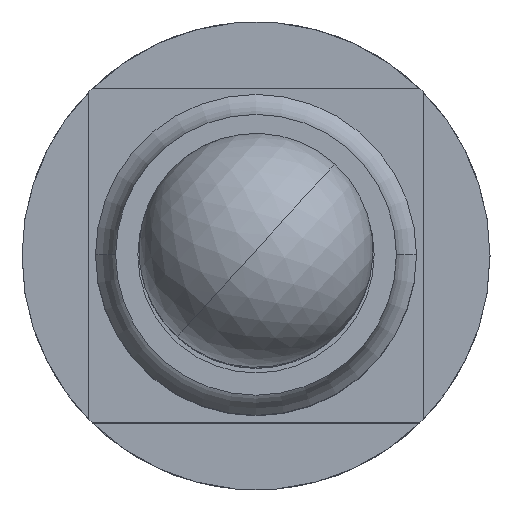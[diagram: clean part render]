
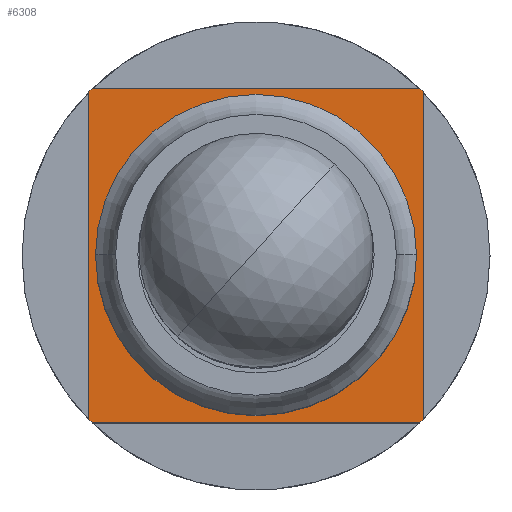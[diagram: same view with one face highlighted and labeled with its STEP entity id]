
A CAD part, top view. The second image highlights one B-rep face of the part: STEP entity #6308.
In plain terms, the highlighted planar face has unit normal (0, 0, 1).
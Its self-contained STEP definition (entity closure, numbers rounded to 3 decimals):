
#106 = ORIENTED_EDGE ( 'NONE', *, *, #5471, .T. ) ;
#148 = CARTESIAN_POINT ( 'NONE',  ( -0.5, 0.49, -1. ) ) ;
#174 = CIRCLE ( 'NONE', #12087, 0.7 ) ;
#176 = CARTESIAN_POINT ( 'NONE',  ( 0., -0.48, -1. ) ) ;
#296 = LINE ( 'NONE', #3300, #636 ) ;
#298 = CARTESIAN_POINT ( 'NONE',  ( 0.49, -0.5, -1. ) ) ;
#492 = AXIS2_PLACEMENT_3D ( 'NONE', #3564, #4424, #7075 ) ;
#493 = VERTEX_POINT ( 'NONE', #8251 ) ;
#636 = VECTOR ( 'NONE', #9615, 1000. ) ;
#695 = VERTEX_POINT ( 'NONE', #5167 ) ;
#718 = ORIENTED_EDGE ( 'NONE', *, *, #11573, .T. ) ;
#841 = LINE ( 'NONE', #4309, #4007 ) ;
#1003 = DIRECTION ( 'NONE',  ( 0., 0., 1. ) ) ;
#1626 = CIRCLE ( 'NONE', #6126, 0.48 ) ;
#1854 = EDGE_LOOP ( 'NONE', ( #11571, #718, #7079, #4103, #3225, #106, #2258, #4027 ) ) ;
#1890 = DIRECTION ( 'NONE',  ( -1., 0., 0. ) ) ;
#1907 = CARTESIAN_POINT ( 'NONE',  ( 0., 0., -1. ) ) ;
#1939 = CARTESIAN_POINT ( 'NONE',  ( 0., 0., -1. ) ) ;
#2032 = CIRCLE ( 'NONE', #7132, 0.7 ) ;
#2158 = EDGE_CURVE ( 'NONE', #493, #10452, #9300, .T. ) ;
#2258 = ORIENTED_EDGE ( 'NONE', *, *, #5656, .T. ) ;
#2426 = VECTOR ( 'NONE', #5222, 1000. ) ;
#2526 = DIRECTION ( 'NONE',  ( 0., -1., 0. ) ) ;
#2588 = CARTESIAN_POINT ( 'NONE',  ( -0.5, -0.5, -1. ) ) ;
#2780 = AXIS2_PLACEMENT_3D ( 'NONE', #2906, #10371, #9475 ) ;
#2906 = CARTESIAN_POINT ( 'NONE',  ( 0., 0., -1. ) ) ;
#2912 = DIRECTION ( 'NONE',  ( -1., 0., 0. ) ) ;
#2994 = DIRECTION ( 'NONE',  ( 0., 0., 1. ) ) ;
#3225 = ORIENTED_EDGE ( 'NONE', *, *, #6935, .T. ) ;
#3300 = CARTESIAN_POINT ( 'NONE',  ( 0.5, 0.5, -1. ) ) ;
#3350 = EDGE_CURVE ( 'NONE', #9432, #8864, #4123, .T. ) ;
#3564 = CARTESIAN_POINT ( 'NONE',  ( 0., 0., -1. ) ) ;
#3665 = FACE_OUTER_BOUND ( 'NONE', #1854, .T. ) ;
#4007 = VECTOR ( 'NONE', #5499, 1000. ) ;
#4027 = ORIENTED_EDGE ( 'NONE', *, *, #11176, .T. ) ;
#4103 = ORIENTED_EDGE ( 'NONE', *, *, #5391, .T. ) ;
#4123 = LINE ( 'NONE', #8786, #2426 ) ;
#4309 = CARTESIAN_POINT ( 'NONE',  ( 0.5, -0.5, -1. ) ) ;
#4424 = DIRECTION ( 'NONE',  ( 0., 0., 1. ) ) ;
#4636 = EDGE_CURVE ( 'NONE', #10452, #493, #1626, .T. ) ;
#4717 = ORIENTED_EDGE ( 'NONE', *, *, #2158, .F. ) ;
#5167 = CARTESIAN_POINT ( 'NONE',  ( 0.5, 0.49, -1. ) ) ;
#5222 = DIRECTION ( 'NONE',  ( 1., 0., 0. ) ) ;
#5391 = EDGE_CURVE ( 'NONE', #8864, #6689, #9244, .T. ) ;
#5471 = EDGE_CURVE ( 'NONE', #695, #7317, #2032, .T. ) ;
#5479 = ORIENTED_EDGE ( 'NONE', *, *, #4636, .F. ) ;
#5499 = DIRECTION ( 'NONE',  ( 0., 1., 0. ) ) ;
#5621 = EDGE_LOOP ( 'NONE', ( #4717, #5479 ) ) ;
#5656 = EDGE_CURVE ( 'NONE', #7317, #7178, #296, .T. ) ;
#5848 = AXIS2_PLACEMENT_3D ( 'NONE', #1907, #2994, #11380 ) ;
#5887 = LINE ( 'NONE', #2588, #12068 ) ;
#5893 = CARTESIAN_POINT ( 'NONE',  ( -0.5, -0.49, -1. ) ) ;
#6081 = CARTESIAN_POINT ( 'NONE',  ( -0.49, -0.5, -1. ) ) ;
#6126 = AXIS2_PLACEMENT_3D ( 'NONE', #1939, #1003, #2912 ) ;
#6308 = ADVANCED_FACE ( 'NONE', ( #12042, #3665 ), #7413, .F. ) ;
#6651 = CARTESIAN_POINT ( 'NONE',  ( 0.48, 0., -1. ) ) ;
#6689 = VERTEX_POINT ( 'NONE', #12016 ) ;
#6856 = VERTEX_POINT ( 'NONE', #5893 ) ;
#6935 = EDGE_CURVE ( 'NONE', #6689, #695, #841, .T. ) ;
#7075 = DIRECTION ( 'NONE',  ( -1., 0., 0. ) ) ;
#7079 = ORIENTED_EDGE ( 'NONE', *, *, #3350, .T. ) ;
#7132 = AXIS2_PLACEMENT_3D ( 'NONE', #10683, #10552, #7818 ) ;
#7178 = VERTEX_POINT ( 'NONE', #8085 ) ;
#7317 = VERTEX_POINT ( 'NONE', #8249 ) ;
#7413 = PLANE ( 'NONE',  #8126 ) ;
#7539 = DIRECTION ( 'NONE',  ( 0., 0., -1. ) ) ;
#7818 = DIRECTION ( 'NONE',  ( -1., 0., 0. ) ) ;
#8085 = CARTESIAN_POINT ( 'NONE',  ( -0.49, 0.5, -1. ) ) ;
#8126 = AXIS2_PLACEMENT_3D ( 'NONE', #176, #7539, #10331 ) ;
#8249 = CARTESIAN_POINT ( 'NONE',  ( 0.49, 0.5, -1. ) ) ;
#8251 = CARTESIAN_POINT ( 'NONE',  ( -0.48, 0., -1. ) ) ;
#8292 = EDGE_CURVE ( 'NONE', #9119, #6856, #5887, .T. ) ;
#8786 = CARTESIAN_POINT ( 'NONE',  ( 0.5, -0.5, -1. ) ) ;
#8864 = VERTEX_POINT ( 'NONE', #298 ) ;
#9119 = VERTEX_POINT ( 'NONE', #148 ) ;
#9244 = CIRCLE ( 'NONE', #2780, 0.7 ) ;
#9300 = CIRCLE ( 'NONE', #492, 0.48 ) ;
#9301 = DIRECTION ( 'NONE',  ( 0., 0., 1. ) ) ;
#9432 = VERTEX_POINT ( 'NONE', #6081 ) ;
#9475 = DIRECTION ( 'NONE',  ( -1., 0., 0. ) ) ;
#9615 = DIRECTION ( 'NONE',  ( -1., 0., 0. ) ) ;
#10331 = DIRECTION ( 'NONE',  ( 1., 0., 0. ) ) ;
#10371 = DIRECTION ( 'NONE',  ( 0., 0., 1. ) ) ;
#10448 = CARTESIAN_POINT ( 'NONE',  ( 0., 0., -1. ) ) ;
#10452 = VERTEX_POINT ( 'NONE', #6651 ) ;
#10552 = DIRECTION ( 'NONE',  ( 0., 0., 1. ) ) ;
#10683 = CARTESIAN_POINT ( 'NONE',  ( 0., 0., -1. ) ) ;
#11176 = EDGE_CURVE ( 'NONE', #7178, #9119, #174, .T. ) ;
#11380 = DIRECTION ( 'NONE',  ( -1., 0., 0. ) ) ;
#11571 = ORIENTED_EDGE ( 'NONE', *, *, #8292, .T. ) ;
#11573 = EDGE_CURVE ( 'NONE', #6856, #9432, #12097, .T. ) ;
#12016 = CARTESIAN_POINT ( 'NONE',  ( 0.5, -0.49, -1. ) ) ;
#12042 = FACE_BOUND ( 'NONE', #5621, .T. ) ;
#12068 = VECTOR ( 'NONE', #2526, 1000. ) ;
#12087 = AXIS2_PLACEMENT_3D ( 'NONE', #10448, #9301, #1890 ) ;
#12097 = CIRCLE ( 'NONE', #5848, 0.7 ) ;
